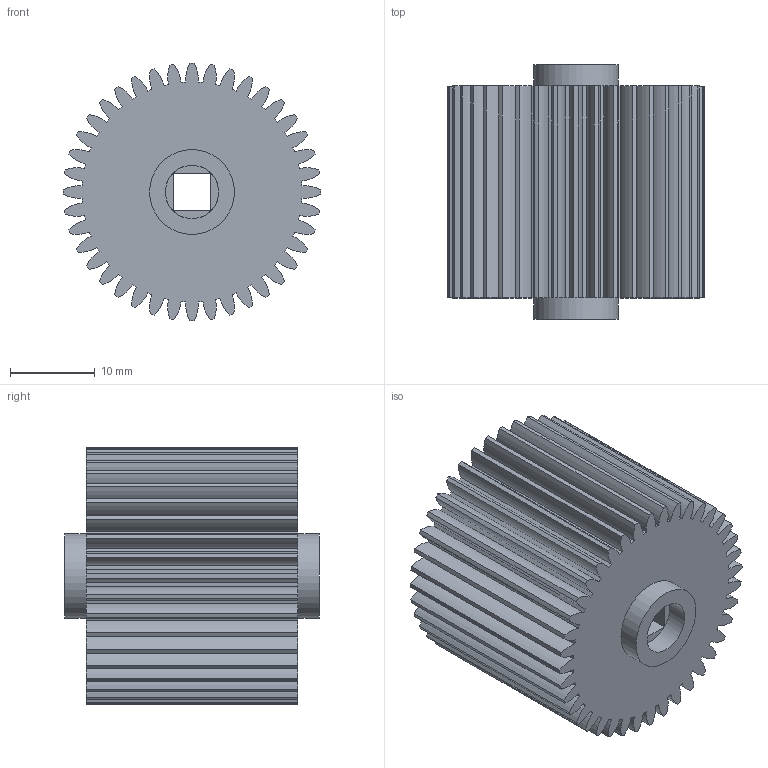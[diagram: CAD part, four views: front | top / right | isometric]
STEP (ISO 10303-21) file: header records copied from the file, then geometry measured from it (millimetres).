
FILE_DESCRIPTION(/* description */ (''),/* implementation_level */ '2;1');
FILE_NAME(/* name */ 'pinion_gear.stp',/* time_stamp */ '2024-07-10T14:27:18+09:00',/* author */ ('OMS55'),/* organization */ (''),/* preprocessor_version */ 'ST-DEVELOPER v19',/* originating_system */ 'Autodesk Inventor 2023',/* authorisation */ '');
FILE_SCHEMA (('AUTOMOTIVE_DESIGN { 1 0 10303 214 3 1 1 }'));
Length unit declared in the file: millimetre
Products named in the file (1): 피니언기어
Bounding box: 30.4 x 30 x 30.4 mm (x, y, z)
Volume: 15718.4 mm3; surface area: 7584.2 mm2
Topology: 1 solids, 1 shells, 180 faces, 512 edges, 336 vertices
Faces by surface type: cylinder 164, plane 16
Full cylindrical faces by diameter (mm): 6.3 x2, 10 x2
Entity records: 6091 total; most frequent: DIRECTION 1210, CARTESIAN_POINT 1029, ORIENTED_EDGE 1024, AXIS2_PLACEMENT_3D 517, EDGE_CURVE 512, CIRCLE 336, VERTEX_POINT 336, EDGE_LOOP 184
